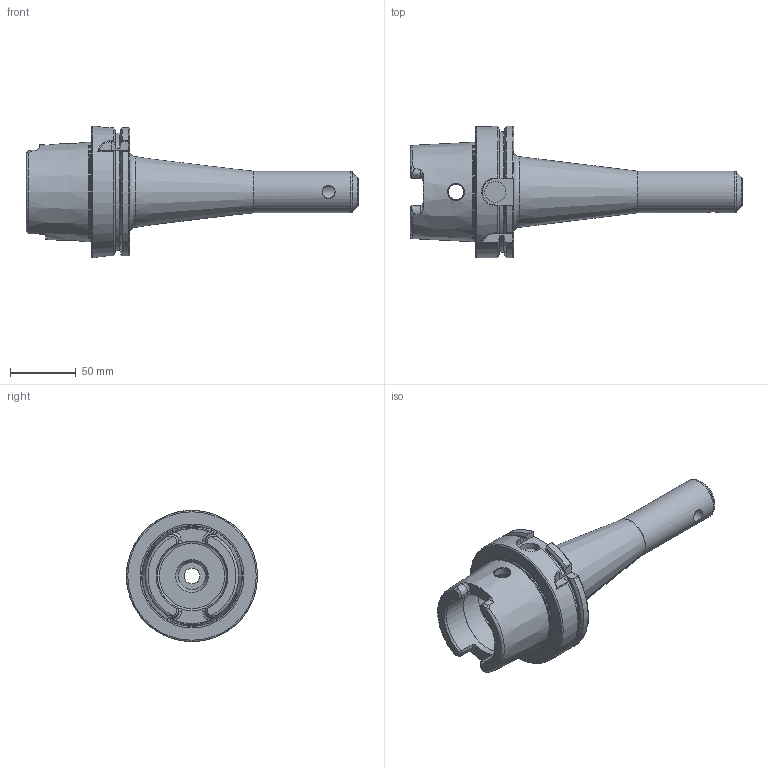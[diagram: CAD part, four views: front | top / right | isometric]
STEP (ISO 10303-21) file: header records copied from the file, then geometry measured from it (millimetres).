
FILE_DESCRIPTION(/* description */ (''),/* implementation_level */ '2;1');
FILE_NAME(/* name */ 'HSK100A-EM050-0800.stp',/* time_stamp */ '2019-07-22T09:47:04-05:00',/* author */ ('ldfli'),/* organization */ ('Pioneer N.A.'),/* preprocessor_version */ 'ST-DEVELOPER v18',/* originating_system */ 'Autodesk Inventor LT',/* authorisation */ '');
FILE_SCHEMA (('AUTOMOTIVE_DESIGN { 1 0 10303 214 3 1 1 }'));
Length unit declared in the file: millimetre
Products named in the file (1): HSK100A-EM050-0800
Bounding box: 253.2 x 100 x 100 mm (x, y, z)
Volume: 435727.3 mm3; surface area: 75594.9 mm2
Topology: 1 solids, 1 shells, 171 faces, 488 edges, 324 vertices
Faces by surface type: plane 57, bspline 46, cylinder 29, torus 23, cone 16
Full cylindrical faces by diameter (mm): 9.728 x1, 10 x1, 12 x3, 12.7 x1, 14 x1, 16 x1, 21 x1, 26 x1, 31.75 x1, 53 x2, 63 x1, 75.519 x1, 100 x1
Entity records: 8705 total; most frequent: CARTESIAN_POINT 4485, ORIENTED_EDGE 980, DIRECTION 747, EDGE_CURVE 490, VERTEX_POINT 326, AXIS2_PLACEMENT_3D 291, EDGE_LOOP 184, FACE_OUTER_BOUND 171
